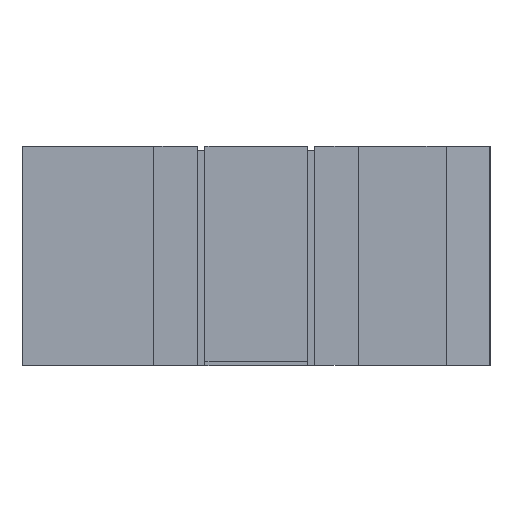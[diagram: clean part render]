
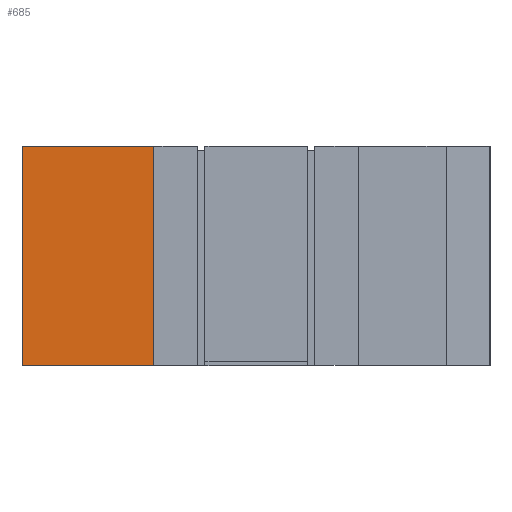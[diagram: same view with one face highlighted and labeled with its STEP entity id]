
A CAD part, left-side view. The second image highlights one B-rep face of the part: STEP entity #685.
In plain terms, the highlighted planar face has unit normal (-1, 0, 0).
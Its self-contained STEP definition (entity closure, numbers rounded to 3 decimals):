
#69 = DIRECTION ( 'NONE',  ( 0., 0., 1. ) ) ;
#633 = VERTEX_POINT ( 'NONE', #12871 ) ;
#685 = ADVANCED_FACE ( 'NONE', ( #3376 ), #9140, .F. ) ;
#738 = DIRECTION ( 'NONE',  ( 0., 0., -1. ) ) ;
#1138 = CARTESIAN_POINT ( 'NONE',  ( -13.5, 8., 7.5 ) ) ;
#1359 = CARTESIAN_POINT ( 'NONE',  ( -13.5, 3.5, 7.5 ) ) ;
#2052 = CARTESIAN_POINT ( 'NONE',  ( -13.5, 8., 0. ) ) ;
#2260 = DIRECTION ( 'NONE',  ( 0., 1., 0. ) ) ;
#2349 = LINE ( 'NONE', #6894, #14384 ) ;
#2622 = VECTOR ( 'NONE', #69, 1000. ) ;
#2750 = CARTESIAN_POINT ( 'NONE',  ( -13.5, 8., 0. ) ) ;
#2890 = ORIENTED_EDGE ( 'NONE', *, *, #14668, .T. ) ;
#3376 = FACE_OUTER_BOUND ( 'NONE', #3560, .T. ) ;
#3560 = EDGE_LOOP ( 'NONE', ( #6174, #17897, #8170, #2890 ) ) ;
#4578 = VECTOR ( 'NONE', #9620, 1000. ) ;
#5676 = VERTEX_POINT ( 'NONE', #10218 ) ;
#5901 = CARTESIAN_POINT ( 'NONE',  ( -13.5, 3.5, 0. ) ) ;
#6146 = LINE ( 'NONE', #11589, #2622 ) ;
#6174 = ORIENTED_EDGE ( 'NONE', *, *, #8713, .T. ) ;
#6894 = CARTESIAN_POINT ( 'NONE',  ( -13.5, 3.5, 0. ) ) ;
#8170 = ORIENTED_EDGE ( 'NONE', *, *, #17738, .F. ) ;
#8399 = VERTEX_POINT ( 'NONE', #5901 ) ;
#8713 = EDGE_CURVE ( 'NONE', #14979, #5676, #18313, .T. ) ;
#9140 = PLANE ( 'NONE',  #9643 ) ;
#9620 = DIRECTION ( 'NONE',  ( 0., 1., 0. ) ) ;
#9643 = AXIS2_PLACEMENT_3D ( 'NONE', #2052, #10647, #738 ) ;
#10218 = CARTESIAN_POINT ( 'NONE',  ( -13.5, 8., 7.5 ) ) ;
#10647 = DIRECTION ( 'NONE',  ( 1., 0., 0. ) ) ;
#11589 = CARTESIAN_POINT ( 'NONE',  ( -13.5, 8., 0. ) ) ;
#12199 = EDGE_CURVE ( 'NONE', #633, #5676, #6146, .T. ) ;
#12871 = CARTESIAN_POINT ( 'NONE',  ( -13.5, 8., 0. ) ) ;
#12880 = VECTOR ( 'NONE', #2260, 1000. ) ;
#13919 = DIRECTION ( 'NONE',  ( 0., 0., 1. ) ) ;
#14384 = VECTOR ( 'NONE', #13919, 1000. ) ;
#14668 = EDGE_CURVE ( 'NONE', #8399, #14979, #2349, .T. ) ;
#14979 = VERTEX_POINT ( 'NONE', #1359 ) ;
#17738 = EDGE_CURVE ( 'NONE', #8399, #633, #18599, .T. ) ;
#17897 = ORIENTED_EDGE ( 'NONE', *, *, #12199, .F. ) ;
#18313 = LINE ( 'NONE', #1138, #12880 ) ;
#18599 = LINE ( 'NONE', #2750, #4578 ) ;
